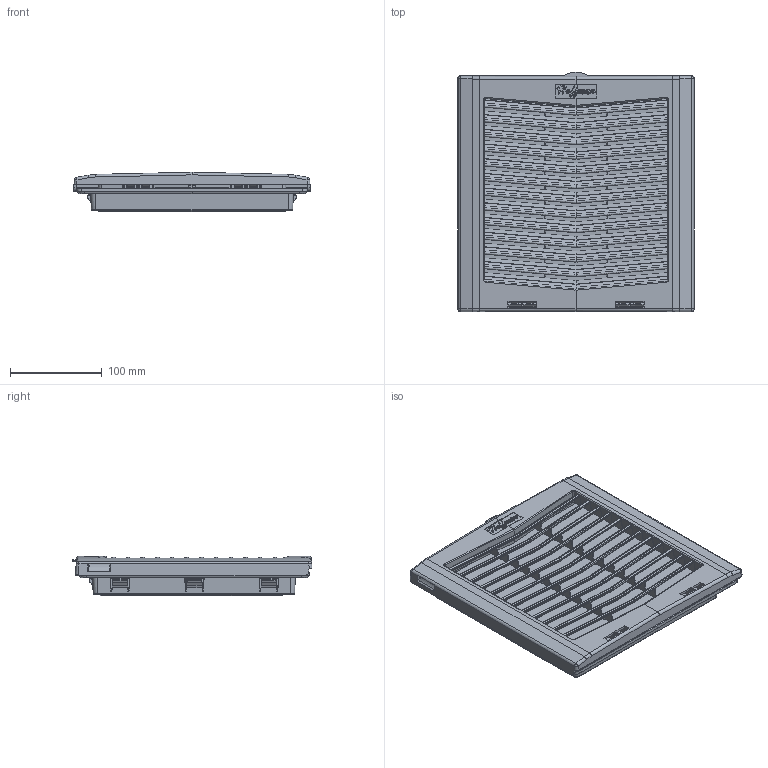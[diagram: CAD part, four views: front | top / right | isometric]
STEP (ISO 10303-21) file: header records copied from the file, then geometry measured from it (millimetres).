
FILE_DESCRIPTION (( 'STEP AP214' ), '1' );
FILE_NAME ('HG10_ExhaustGrille.STEP', '2016-05-03T14:49:32', ( '' ), ( '' ), 'SwSTEP 2.0', 'SolidWorks 2014', '' );
FILE_SCHEMA (( 'AUTOMOTIVE_DESIGN' ));
Length unit declared in the file: millimetre
Products named in the file (7): 87780086; 89134426; 89123456; 89133144; 89133133; 89123458; HG10_ExhaustGrille
Assembly tree (6 placements, depth 3):
  HG10_ExhaustGrille
    89133144
      89123458
      89133133
    89123456
    89134426
    87780086
Bounding box: 257.6 x 260.96 x 42.93 mm (x, y, z)
Volume: 1047843.2 mm3; surface area: 472208.7 mm2
Topology: 5 solids, 5 shells, 4096 faces, 12416 edges, 7871 vertices
Faces by surface type: plane 2016, cylinder 1021, bspline 959, cone 50, torus 30, sphere 20
Entity records: 158231 total; most frequent: CARTESIAN_POINT 62573, ORIENTED_EDGE 24644, DIRECTION 14374, EDGE_CURVE 12322, VERTEX_POINT 7871, LINE 6552, VECTOR 6552, EDGE_LOOP 4161
